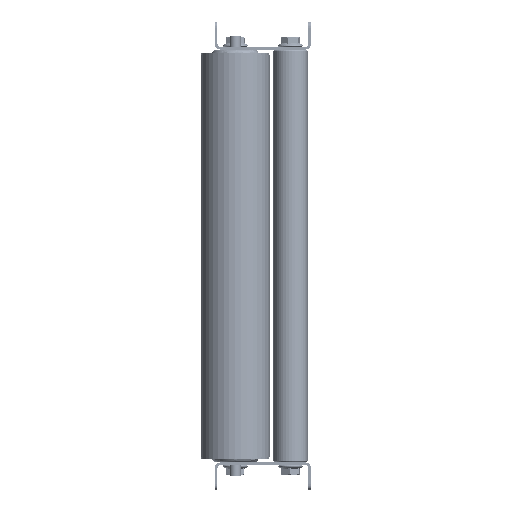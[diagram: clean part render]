
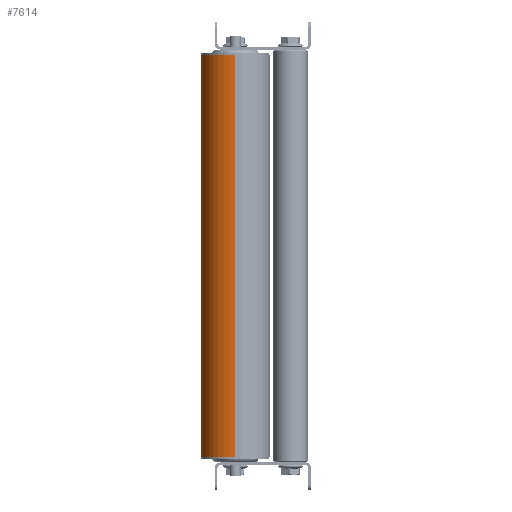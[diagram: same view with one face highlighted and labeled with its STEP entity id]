
A CAD part, left-side view. The second image highlights one B-rep face of the part: STEP entity #7614.
In plain terms, the highlighted cylindrical face has radius 25 mm (diameter 50 mm), a partial arc.
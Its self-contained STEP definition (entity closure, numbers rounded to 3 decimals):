
#182 = CARTESIAN_POINT ( 'NONE',  ( 0., 0., -25. ) ) ;
#1536 = VERTEX_POINT ( 'NONE', #182 ) ;
#4455 = CARTESIAN_POINT ( 'NONE',  ( 292.6, 0., -25. ) ) ;
#6191 = EDGE_LOOP ( 'NONE', ( #44006, #42717, #38502, #40782 ) ) ;
#7614 = ADVANCED_FACE ( 'Fl�che1', ( #11413 ), #23569, .T. ) ;
#9726 = EDGE_CURVE ( 'NONE', #25222, #28942, #27139, .T. ) ;
#10638 = DIRECTION ( 'NONE',  ( -1., 0., 0. ) ) ;
#11413 = FACE_OUTER_BOUND ( 'NONE', #6191, .T. ) ;
#14629 = EDGE_CURVE ( 'NONE', #28942, #17520, #39119, .T. ) ;
#17520 = VERTEX_POINT ( 'NONE', #43598 ) ;
#17898 = AXIS2_PLACEMENT_3D ( 'NONE', #18891, #47420, #42680 ) ;
#18464 = VECTOR ( 'NONE', #21978, 1000. ) ;
#18845 = CARTESIAN_POINT ( 'NONE',  ( 292.6, 0., 0. ) ) ;
#18891 = CARTESIAN_POINT ( 'NONE',  ( 292.6, 0., 0. ) ) ;
#20609 = AXIS2_PLACEMENT_3D ( 'NONE', #28096, #51656, #32325 ) ;
#21397 = CARTESIAN_POINT ( 'NONE',  ( 292.6, 0., 25. ) ) ;
#21978 = DIRECTION ( 'NONE',  ( -1., 0., 0. ) ) ;
#23569 = CYLINDRICAL_SURFACE ( 'NONE', #49855, 25. ) ;
#25222 = VERTEX_POINT ( 'NONE', #4455 ) ;
#27139 = CIRCLE ( 'NONE', #17898, 25. ) ;
#27350 = CIRCLE ( 'NONE', #20609, 25. ) ;
#27605 = EDGE_CURVE ( 'NONE', #25222, #1536, #35203, .T. ) ;
#28096 = CARTESIAN_POINT ( 'NONE',  ( 0., 0., 0. ) ) ;
#28942 = VERTEX_POINT ( 'NONE', #21397 ) ;
#30730 = DIRECTION ( 'NONE',  ( 0., 0., 1. ) ) ;
#32325 = DIRECTION ( 'NONE',  ( 0., 0., -1. ) ) ;
#35203 = LINE ( 'NONE', #47382, #40356 ) ;
#35402 = EDGE_CURVE ( 'NONE', #1536, #17520, #27350, .T. ) ;
#38502 = ORIENTED_EDGE ( 'NONE', *, *, #35402, .T. ) ;
#38856 = CARTESIAN_POINT ( 'NONE',  ( 292.6, 0., 25. ) ) ;
#39119 = LINE ( 'NONE', #38856, #18464 ) ;
#40356 = VECTOR ( 'NONE', #43679, 1000. ) ;
#40782 = ORIENTED_EDGE ( 'NONE', *, *, #14629, .F. ) ;
#42680 = DIRECTION ( 'NONE',  ( 0., 0., -1. ) ) ;
#42717 = ORIENTED_EDGE ( 'NONE', *, *, #27605, .T. ) ;
#43598 = CARTESIAN_POINT ( 'NONE',  ( 0., 0., 25. ) ) ;
#43679 = DIRECTION ( 'NONE',  ( -1., 0., 0. ) ) ;
#44006 = ORIENTED_EDGE ( 'NONE', *, *, #9726, .F. ) ;
#47382 = CARTESIAN_POINT ( 'NONE',  ( 292.6, 0., -25. ) ) ;
#47420 = DIRECTION ( 'NONE',  ( 1., 0., 0. ) ) ;
#49855 = AXIS2_PLACEMENT_3D ( 'NONE', #18845, #10638, #30730 ) ;
#51656 = DIRECTION ( 'NONE',  ( 1., 0., 0. ) ) ;
